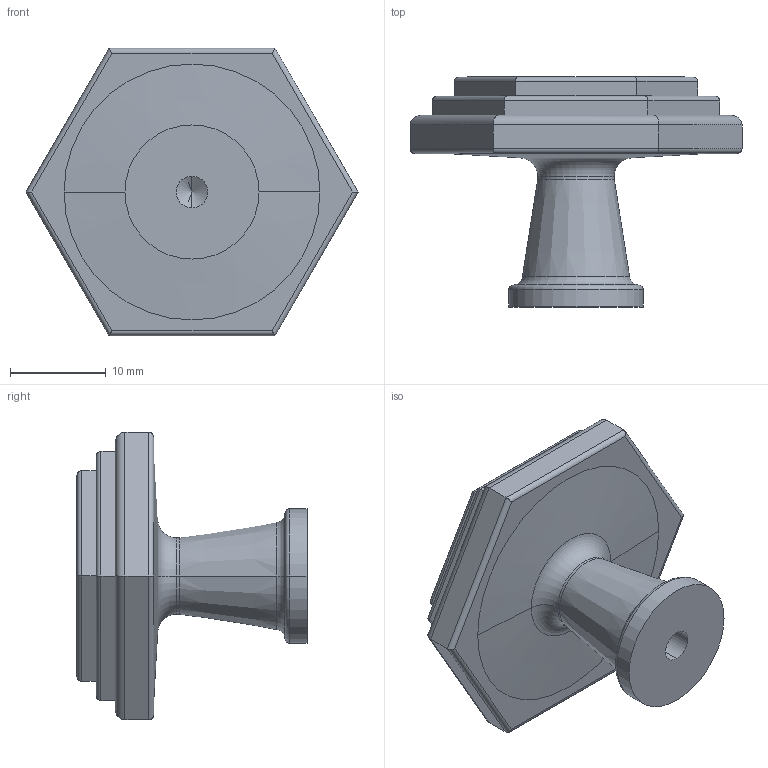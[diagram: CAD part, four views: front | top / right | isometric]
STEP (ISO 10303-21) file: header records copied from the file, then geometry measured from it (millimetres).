
FILE_DESCRIPTION (( 'STEP AP214' ), '1' );
FILE_NAME ('F003219,F003220_3D.step', '2022-08-15T13:04:43', ( '' ), ( '' ), 'SwSTEP 2.0', 'SolidWorks 2020', '' );
FILE_SCHEMA (( 'AUTOMOTIVE_DESIGN' ));
Length unit declared in the file: millimetre
Products named in the file (1): F003219,F003220_3D
Bounding box: 34.64 x 24 x 30 mm (x, y, z)
Volume: 6452.9 mm3; surface area: 2918.4 mm2
Topology: 1 solids, 1 shells, 65 faces, 142 edges, 81 vertices
Faces by surface type: cylinder 28, plane 23, torus 8, cone 6
Entity records: 1762 total; most frequent: CARTESIAN_POINT 359, ORIENTED_EDGE 280, DIRECTION 276, EDGE_CURVE 140, AXIS2_PLACEMENT_3D 94, LINE 88, VECTOR 88, VERTEX_POINT 81
